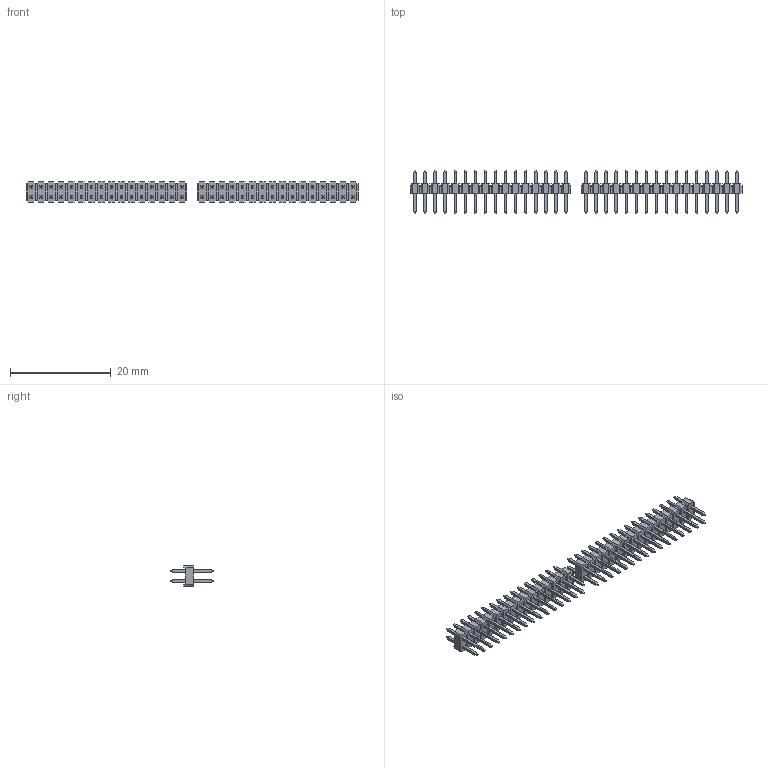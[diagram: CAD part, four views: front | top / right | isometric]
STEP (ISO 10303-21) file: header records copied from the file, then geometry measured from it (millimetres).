
FILE_DESCRIPTION (( 'STEP AP214' ), '1' );
FILE_NAME ('VRAC_MotherBoard_Shield_PinHeader.STEP', '2023-12-15T11:20:59', ( '' ), ( '' ), 'SwSTEP 2.0', 'SolidWorks 2022', '' );
FILE_SCHEMA (( 'AUTOMOTIVE_DESIGN' ));
Length unit declared in the file: millimetre
Products named in the file (4): 62003221121.stp; 6200xx21121_PIN.stp; 62003221121 (rev1).stp; VRAC_MotherBoard_Shield_PinHeader
Assembly tree (35 placements, depth 3):
  VRAC_MotherBoard_Shield_PinHeader
    62003221121 (rev1).stp  x2
      62003221121.stp
      6200xx21121_PIN.stp
Bounding box: 66 x 8.7 x 4 mm (x, y, z)
Volume: 505.1 mm3; surface area: 2132.7 mm2
Topology: 66 solids, 66 shells, 1924 faces, 4600 edges, 2808 vertices
Faces by surface type: plane 1924
Entity records: 16596 total; most frequent: CARTESIAN_POINT 2907, ORIENTED_EDGE 2864, DIRECTION 2566, LINE 1432, VECTOR 1432, EDGE_CURVE 1432, VERTEX_POINT 908, EDGE_LOOP 592
